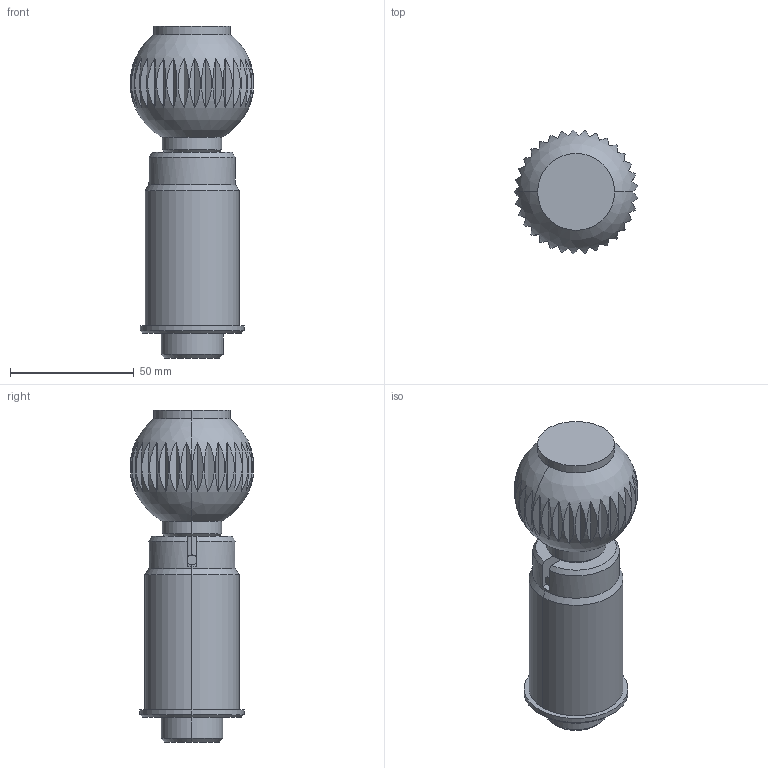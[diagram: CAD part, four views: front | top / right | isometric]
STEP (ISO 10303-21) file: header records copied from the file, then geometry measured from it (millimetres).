
FILE_DESCRIPTION(('STEP AP214'),'1');
FILE_NAME(' ',' ',('TraceParts'),('TraceParts S.A.'),'XStep 1.0',' ',' ');
FILE_SCHEMA(('automotive_design'));
Length unit declared in the file: millimetre
Products named in the file (2): 1; 2
Bounding box: 49.82 x 49.87 x 134 mm (x, y, z)
Volume: 152176.3 mm3; surface area: 28685.7 mm2
Topology: 2 solids, 2 shells, 114 faces, 210 edges, 134 vertices
Faces by surface type: plane 82, cylinder 20, cone 10, sphere 2
Entity records: 5652 total; most frequent: CARTESIAN_POINT 602, DIRECTION 553, STYLED_ITEM 460, PRESENTATION_STYLE_ASSIGNMENT 460, COLOUR_RGB 460, ORIENTED_EDGE 420, AXIS2_PLACEMENT_3D 237, EDGE_CURVE 210
